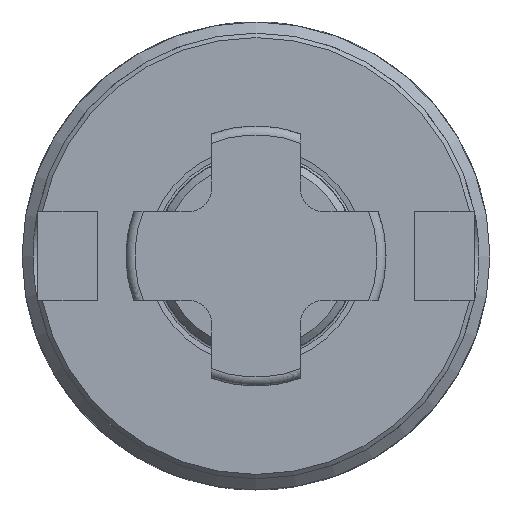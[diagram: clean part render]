
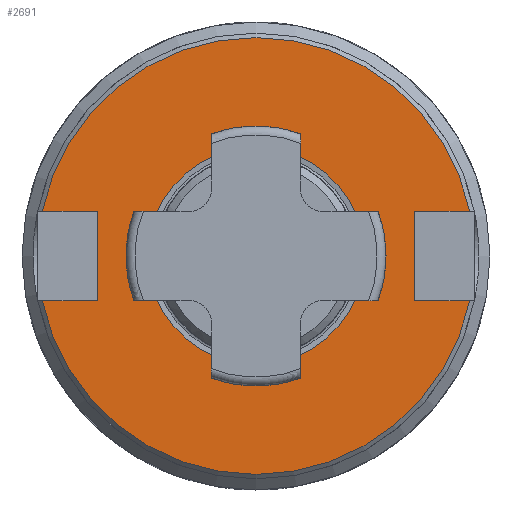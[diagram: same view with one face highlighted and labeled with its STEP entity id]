
A CAD part, left-side view. The second image highlights one B-rep face of the part: STEP entity #2691.
In plain terms, the highlighted planar face has unit normal (-1, 0, 0).
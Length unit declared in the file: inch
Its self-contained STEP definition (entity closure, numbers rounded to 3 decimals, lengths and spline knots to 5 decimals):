
#23=FACE_BOUND('',#428,.T.);
#282=FACE_OUTER_BOUND('',#427,.T.);
#427=EDGE_LOOP('',(#1957,#1958,#1959,#1960,#1961,#1962,#1963,#1964));
#428=EDGE_LOOP('',(#1965,#1966));
#556=LINE('',#4023,#703);
#560=LINE('',#4031,#707);
#568=LINE('',#4053,#715);
#572=LINE('',#4092,#719);
#576=LINE('',#4100,#723);
#584=LINE('',#4122,#731);
#703=VECTOR('',#3237,0.3937);
#707=VECTOR('',#3243,0.3937);
#715=VECTOR('',#3259,0.3937);
#719=VECTOR('',#3269,0.3937);
#723=VECTOR('',#3275,0.3937);
#731=VECTOR('',#3291,0.3937);
#870=CIRCLE('',#2915,1.15748);
#871=CIRCLE('',#2916,1.15748);
#872=CIRCLE('',#2917,0.5748);
#873=CIRCLE('',#2918,0.5748);
#1004=VERTEX_POINT('',#4021);
#1005=VERTEX_POINT('',#4022);
#1008=VERTEX_POINT('',#4030);
#1015=VERTEX_POINT('',#4052);
#1020=VERTEX_POINT('',#4090);
#1021=VERTEX_POINT('',#4091);
#1024=VERTEX_POINT('',#4099);
#1031=VERTEX_POINT('',#4121);
#1087=VERTEX_POINT('',#4648);
#1088=VERTEX_POINT('',#4649);
#1299=EDGE_CURVE('',#1004,#1005,#556,.T.);
#1303=EDGE_CURVE('',#1008,#1004,#560,.T.);
#1313=EDGE_CURVE('',#1005,#1015,#568,.T.);
#1321=EDGE_CURVE('',#1020,#1021,#572,.T.);
#1325=EDGE_CURVE('',#1024,#1020,#576,.T.);
#1335=EDGE_CURVE('',#1021,#1031,#584,.T.);
#1416=EDGE_CURVE('',#1008,#1031,#870,.T.);
#1417=EDGE_CURVE('',#1024,#1015,#871,.T.);
#1418=EDGE_CURVE('',#1087,#1088,#872,.T.);
#1419=EDGE_CURVE('',#1088,#1087,#873,.T.);
#1957=ORIENTED_EDGE('',*,*,#1325,.T.);
#1958=ORIENTED_EDGE('',*,*,#1321,.T.);
#1959=ORIENTED_EDGE('',*,*,#1335,.T.);
#1960=ORIENTED_EDGE('',*,*,#1416,.F.);
#1961=ORIENTED_EDGE('',*,*,#1303,.T.);
#1962=ORIENTED_EDGE('',*,*,#1299,.T.);
#1963=ORIENTED_EDGE('',*,*,#1313,.T.);
#1964=ORIENTED_EDGE('',*,*,#1417,.F.);
#1965=ORIENTED_EDGE('',*,*,#1418,.T.);
#1966=ORIENTED_EDGE('',*,*,#1419,.T.);
#2451=PLANE('',#2914);
#2691=ADVANCED_FACE('',(#282,#23),#2451,.T.);
#2914=AXIS2_PLACEMENT_3D('',#4645,#3419,#3420);
#2915=AXIS2_PLACEMENT_3D('',#4646,#3421,#3422);
#2916=AXIS2_PLACEMENT_3D('',#4647,#3423,#3424);
#2917=AXIS2_PLACEMENT_3D('',#4650,#3425,#3426);
#2918=AXIS2_PLACEMENT_3D('',#4651,#3427,#3428);
#3237=DIRECTION('',(0.,0.,-1.));
#3243=DIRECTION('',(0.,-1.,0.));
#3259=DIRECTION('',(0.,1.,0.));
#3269=DIRECTION('',(0.,0.,1.));
#3275=DIRECTION('',(0.,1.,0.));
#3291=DIRECTION('',(0.,-1.,0.));
#3419=DIRECTION('center_axis',(-1.,0.,0.));
#3420=DIRECTION('ref_axis',(0.,0.,
1.));
#3421=DIRECTION('center_axis',(1.,0.,0.));
#3422=DIRECTION('ref_axis',(0.,-1.,0.));
#3423=DIRECTION('center_axis',(1.,0.,0.));
#3424=DIRECTION('ref_axis',(0.,-1.,0.));
#3425=DIRECTION('center_axis',(1.,0.,0.));
#3426=DIRECTION('ref_axis',(0.,1.,0.));
#3427=DIRECTION('center_axis',(1.,0.,0.));
#3428=DIRECTION('ref_axis',(0.,1.,0.));
#4021=CARTESIAN_POINT('',(1.63321,1.14057,-0.0098));
#4022=CARTESIAN_POINT('',(1.63321,1.14057,-0.48224));
#4023=CARTESIAN_POINT('',(1.63321,1.14057,-0.24602));
#4030=CARTESIAN_POINT('',(1.63321,1.43235,-0.0098));
#4031=CARTESIAN_POINT('',(1.63321,1.31794,-0.0098));
#4052=CARTESIAN_POINT('',(1.63321,1.43235,-0.48224));
#4053=CARTESIAN_POINT('',(1.63321,1.31794,-0.48224));
#4090=CARTESIAN_POINT('',(1.63321,-0.5421,-0.48224));
#4091=CARTESIAN_POINT('',(1.63321,-0.5421,-0.0098));
#4092=CARTESIAN_POINT('',(1.63321,-0.5421,-0.24602));
#4099=CARTESIAN_POINT('',(1.63321,-0.83389,-0.48224));
#4100=CARTESIAN_POINT('',(1.63321,0.13683,-0.48224));
#4121=CARTESIAN_POINT('',(1.63321,-0.83389,-0.0098));
#4122=CARTESIAN_POINT('',(1.63321,0.13683,-0.0098));
#4645=CARTESIAN_POINT('Origin',(1.63321,1.15553,-0.24602));
#4646=CARTESIAN_POINT('Origin',(1.63321,0.29923,-0.24602));
#4647=CARTESIAN_POINT('Origin',(1.63321,0.29923,-0.24602));
#4648=CARTESIAN_POINT('',(1.63321,0.87404,-0.24602));
#4649=CARTESIAN_POINT('',(1.63321,-0.27557,-0.24602));
#4650=CARTESIAN_POINT('Origin',(1.63321,0.29923,-0.24602));
#4651=CARTESIAN_POINT('Origin',(1.63321,0.29923,-0.24602));
